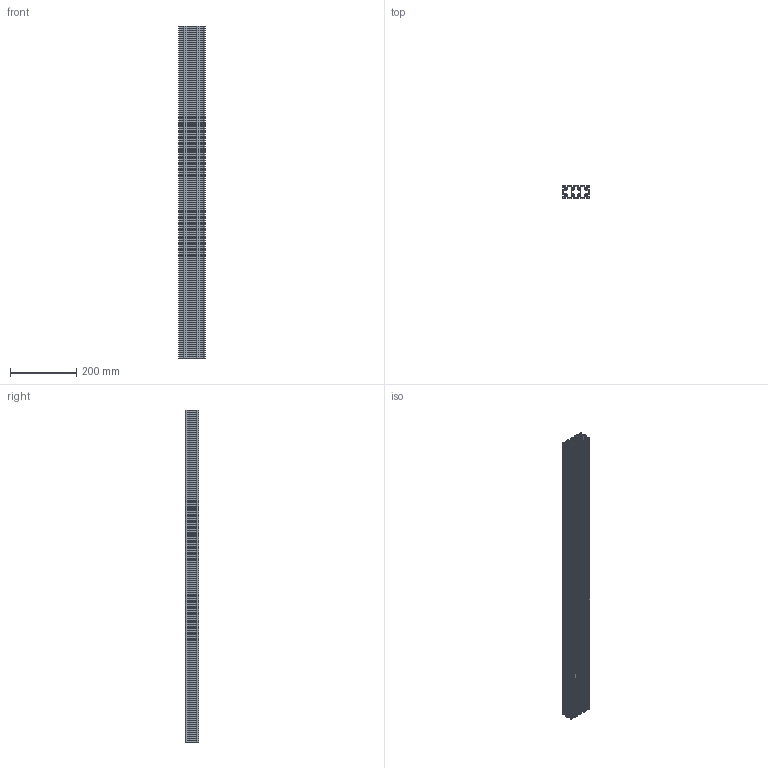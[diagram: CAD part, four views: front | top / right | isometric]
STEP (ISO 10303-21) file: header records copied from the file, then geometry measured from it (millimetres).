
FILE_DESCRIPTION (( 'STEP AP214' ), '1' );
FILE_NAME ('248 Êîíñòðóêöèîííûé ïðîôèëü 40õ80.STEP', '2014-12-18T10:12:55', ( 'XTreme.ws' ), ( 'XTreme.ws' ), 'SwSTEP 2.0', 'SolidWorks 2014', '' );
FILE_SCHEMA (( 'AUTOMOTIVE_DESIGN' ));
Length unit declared in the file: millimetre
Products named in the file (2): 248 Êîíñòðóêöèîííûé ïðîôèëü 40õ80
Bounding box: 80 x 40 x 1000 mm (x, y, z)
Volume: 853359 mm3; surface area: 815784.3 mm2
Topology: 1 solids, 1 shells, 518 faces, 1548 edges, 1032 vertices
Faces by surface type: cylinder 272, plane 246
Entity records: 17657 total; most frequent: DIRECTION 3132, CARTESIAN_POINT 3100, ORIENTED_EDGE 3096, EDGE_CURVE 1548, AXIS2_PLACEMENT_3D 1064, VERTEX_POINT 1032, LINE 1004, VECTOR 1004
